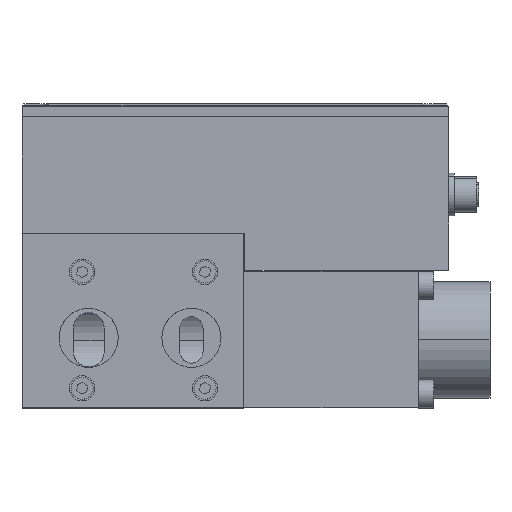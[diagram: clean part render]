
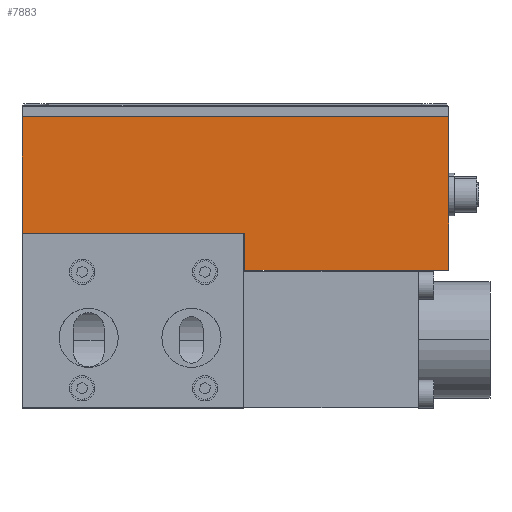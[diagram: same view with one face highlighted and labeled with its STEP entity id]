
A CAD part, top view. The second image highlights one B-rep face of the part: STEP entity #7883.
In plain terms, the highlighted planar face has unit normal (0, 0, 1).
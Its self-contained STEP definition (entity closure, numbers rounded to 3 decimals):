
#991 = CARTESIAN_POINT ( 'NONE',  ( -55., 30., 17.5 ) ) ;
#1719 = CARTESIAN_POINT ( 'NONE',  ( 55., -9.5, 17.5 ) ) ;
#1990 = DIRECTION ( 'NONE',  ( -1., 0., 0. ) ) ;
#2761 = VECTOR ( 'NONE', #15845, 1000. ) ;
#3218 = VERTEX_POINT ( 'NONE', #1719 ) ;
#4091 = CARTESIAN_POINT ( 'NONE',  ( 2.5, -9.5, 17.5 ) ) ;
#4099 = ORIENTED_EDGE ( 'NONE', *, *, #26073, .F. ) ;
#4629 = DIRECTION ( 'NONE',  ( 0., 1., 0. ) ) ;
#4966 = CARTESIAN_POINT ( 'NONE',  ( 55., 30., 17.5 ) ) ;
#5766 = DIRECTION ( 'NONE',  ( 0., 0., -1. ) ) ;
#6922 = LINE ( 'NONE', #32427, #27272 ) ;
#7883 = ADVANCED_FACE ( 'NONE', ( #23873 ), #28299, .F. ) ;
#8043 = LINE ( 'NONE', #22560, #22672 ) ;
#8047 = LINE ( 'NONE', #4966, #9963 ) ;
#9743 = CARTESIAN_POINT ( 'NONE',  ( -55., 0., 17.5 ) ) ;
#9963 = VECTOR ( 'NONE', #20272, 1000. ) ;
#10378 = CARTESIAN_POINT ( 'NONE',  ( -55., 30., 17.5 ) ) ;
#11140 = ORIENTED_EDGE ( 'NONE', *, *, #11960, .F. ) ;
#11960 = EDGE_CURVE ( 'NONE', #3218, #29502, #21752, .T. ) ;
#13296 = VECTOR ( 'NONE', #16273, 1000. ) ;
#13466 = ORIENTED_EDGE ( 'NONE', *, *, #15827, .T. ) ;
#14784 = ORIENTED_EDGE ( 'NONE', *, *, #30704, .F. ) ;
#15482 = DIRECTION ( 'NONE',  ( 1., 0., 0. ) ) ;
#15827 = EDGE_CURVE ( 'NONE', #24244, #17574, #23836, .T. ) ;
#15845 = DIRECTION ( 'NONE',  ( 1., 0., 0. ) ) ;
#16273 = DIRECTION ( 'NONE',  ( 0., -1., 0. ) ) ;
#17359 = ORIENTED_EDGE ( 'NONE', *, *, #26197, .F. ) ;
#17574 = VERTEX_POINT ( 'NONE', #9743 ) ;
#18319 = CARTESIAN_POINT ( 'NONE',  ( -55., 30., 17.5 ) ) ;
#18649 = AXIS2_PLACEMENT_3D ( 'NONE', #991, #5766, #20912 ) ;
#19459 = ORIENTED_EDGE ( 'NONE', *, *, #29198, .T. ) ;
#20272 = DIRECTION ( 'NONE',  ( 0., -1., 0. ) ) ;
#20912 = DIRECTION ( 'NONE',  ( -1., 0., 0. ) ) ;
#21690 = CARTESIAN_POINT ( 'NONE',  ( -55., 30., 17.5 ) ) ;
#21752 = LINE ( 'NONE', #31779, #23632 ) ;
#22560 = CARTESIAN_POINT ( 'NONE',  ( -55., 0., 17.5 ) ) ;
#22672 = VECTOR ( 'NONE', #15482, 1000. ) ;
#23257 = VERTEX_POINT ( 'NONE', #24991 ) ;
#23632 = VECTOR ( 'NONE', #1990, 1000. ) ;
#23836 = LINE ( 'NONE', #21690, #13296 ) ;
#23873 = FACE_OUTER_BOUND ( 'NONE', #27300, .T. ) ;
#24244 = VERTEX_POINT ( 'NONE', #10378 ) ;
#24991 = CARTESIAN_POINT ( 'NONE',  ( 2.5, 0., 17.5 ) ) ;
#26073 = EDGE_CURVE ( 'NONE', #29502, #23257, #6922, .T. ) ;
#26197 = EDGE_CURVE ( 'NONE', #26635, #3218, #8047, .T. ) ;
#26635 = VERTEX_POINT ( 'NONE', #30391 ) ;
#27272 = VECTOR ( 'NONE', #4629, 1000. ) ;
#27300 = EDGE_LOOP ( 'NONE', ( #19459, #4099, #11140, #17359, #14784, #13466 ) ) ;
#28299 = PLANE ( 'NONE',  #18649 ) ;
#29198 = EDGE_CURVE ( 'NONE', #17574, #23257, #8043, .T. ) ;
#29502 = VERTEX_POINT ( 'NONE', #4091 ) ;
#30391 = CARTESIAN_POINT ( 'NONE',  ( 55., 30., 17.5 ) ) ;
#30704 = EDGE_CURVE ( 'NONE', #24244, #26635, #30797, .T. ) ;
#30797 = LINE ( 'NONE', #18319, #2761 ) ;
#31779 = CARTESIAN_POINT ( 'NONE',  ( 2.5, -9.5, 17.5 ) ) ;
#32427 = CARTESIAN_POINT ( 'NONE',  ( 2.5, -9.5, 17.5 ) ) ;
